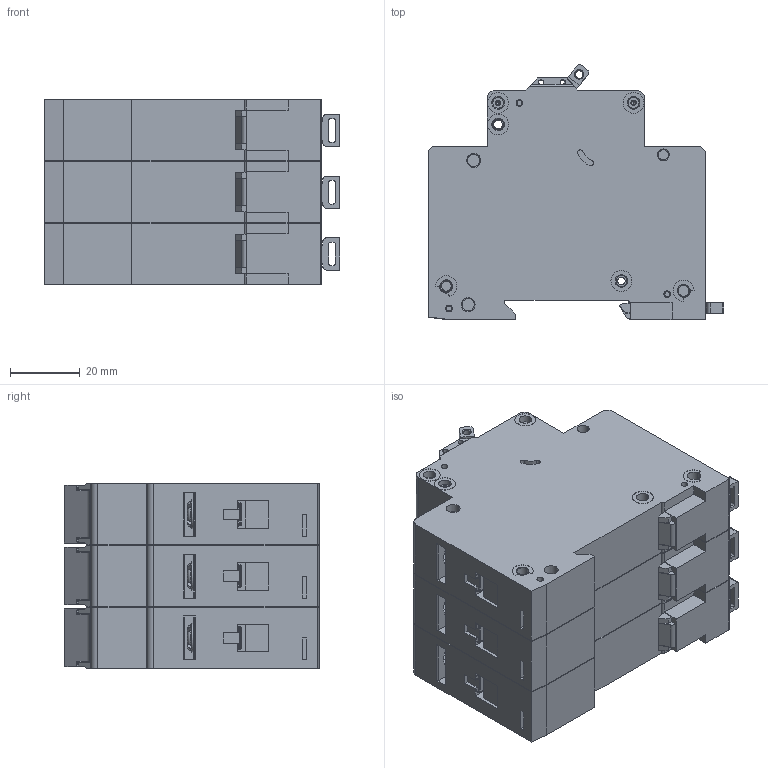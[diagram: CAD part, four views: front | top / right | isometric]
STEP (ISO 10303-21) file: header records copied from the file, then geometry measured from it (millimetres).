
FILE_DESCRIPTION (( 'STEP AP214' ), '1' );
FILE_NAME ('FAZ-C0P5-3.step', '2015-08-06T18:57:06', ( '' ), ( '' ), 'SwSTEP 2.0', 'SolidWorks 2014', '' );
FILE_SCHEMA (( 'AUTOMOTIVE_DESIGN' ));
Length unit declared in the file: millimetre
Products named in the file (1): FAZ-C0P5-3
Bounding box: 84.78 x 73.04 x 53.1 mm (x, y, z)
Volume: 224679.6 mm3; surface area: 58052.1 mm2
Topology: 11 solids, 11 shells, 1650 faces, 4026 edges, 2575 vertices
Faces by surface type: plane 697, cylinder 590, torus 258, bspline 54, cone 39, sphere 12
Entity records: 49635 total; most frequent: CARTESIAN_POINT 9920, DIRECTION 8649, ORIENTED_EDGE 8028, EDGE_CURVE 4014, AXIS2_PLACEMENT_3D 3296, VERTEX_POINT 2575, LINE 2057, VECTOR 2057
